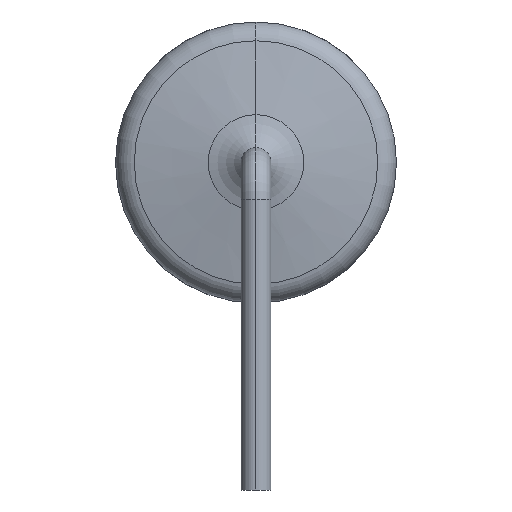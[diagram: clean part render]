
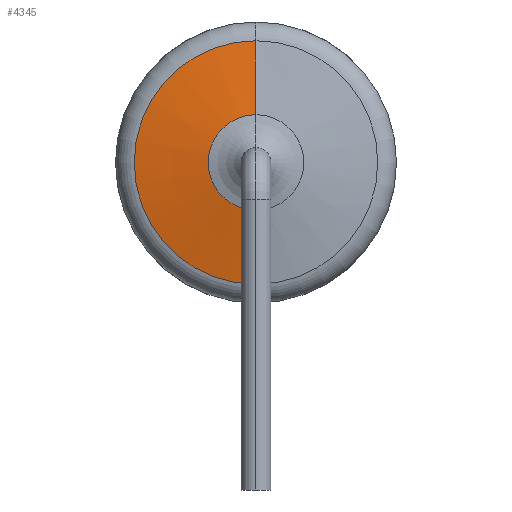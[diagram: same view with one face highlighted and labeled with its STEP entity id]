
A CAD part, left-side view. The second image highlights one B-rep face of the part: STEP entity #4345.
In plain terms, the highlighted conical face has half-angle 80 degrees and reference radius 3.254 mm.
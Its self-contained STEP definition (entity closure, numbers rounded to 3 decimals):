
#498 = EDGE_CURVE ( 'NONE', #7212, #6036, #9091, .T. ) ;
#635 = ORIENTED_EDGE ( 'NONE', *, *, #6147, .T. ) ;
#1063 = EDGE_CURVE ( 'NONE', #6036, #6057, #8627, .T. ) ;
#2057 = CARTESIAN_POINT ( 'NONE',  ( -7.651, 0., 7.004 ) ) ;
#2085 = ORIENTED_EDGE ( 'NONE', *, *, #10474, .T. ) ;
#2359 = CIRCLE ( 'NONE', #9168, 3.254 ) ;
#3282 = AXIS2_PLACEMENT_3D ( 'NONE', #10559, #13111, #7291 ) ;
#4345 = ADVANCED_FACE ( 'NONE', ( #12377 ), #9072, .T. ) ;
#5378 = CARTESIAN_POINT ( 'NONE',  ( -7.651, 0., 3.75 ) ) ;
#6036 = VERTEX_POINT ( 'NONE', #7408 ) ;
#6057 = VERTEX_POINT ( 'NONE', #6211 ) ;
#6147 = EDGE_CURVE ( 'NONE', #7212, #7470, #6882, .T. ) ;
#6211 = CARTESIAN_POINT ( 'NONE',  ( -7.651, 0., 0.496 ) ) ;
#6720 = DIRECTION ( 'NONE',  ( 0.174, 0., 0.985 ) ) ;
#6882 = LINE ( 'NONE', #2057, #7207 ) ;
#7207 = VECTOR ( 'NONE', #6720, 1000. ) ;
#7212 = VERTEX_POINT ( 'NONE', #13955 ) ;
#7291 = DIRECTION ( 'NONE',  ( 0., 0., 1. ) ) ;
#7408 = CARTESIAN_POINT ( 'NONE',  ( -8., 0., 2.472 ) ) ;
#7470 = VERTEX_POINT ( 'NONE', #8371 ) ;
#7563 = DIRECTION ( 'NONE',  ( -1., 0., 0. ) ) ;
#7617 = CARTESIAN_POINT ( 'NONE',  ( -7.651, 0., 3.75 ) ) ;
#7836 = DIRECTION ( 'NONE',  ( 0., 0., -1. ) ) ;
#8371 = CARTESIAN_POINT ( 'NONE',  ( -7.651, 0., 7.004 ) ) ;
#8627 = LINE ( 'NONE', #11232, #14143 ) ;
#9072 = CONICAL_SURFACE ( 'NONE', #14255, 3.254, 1.396 ) ;
#9091 = CIRCLE ( 'NONE', #3282, 1.278 ) ;
#9168 = AXIS2_PLACEMENT_3D ( 'NONE', #5378, #7563, #14571 ) ;
#10302 = DIRECTION ( 'NONE',  ( 0.174, 0., -0.985 ) ) ;
#10465 = ORIENTED_EDGE ( 'NONE', *, *, #498, .F. ) ;
#10474 = EDGE_CURVE ( 'NONE', #7470, #6057, #2359, .T. ) ;
#10559 = CARTESIAN_POINT ( 'NONE',  ( -8., 0., 3.75 ) ) ;
#11232 = CARTESIAN_POINT ( 'NONE',  ( -7.651, 0., 0.496 ) ) ;
#12377 = FACE_OUTER_BOUND ( 'NONE', #13675, .T. ) ;
#12758 = DIRECTION ( 'NONE',  ( 1., 0., 0. ) ) ;
#13111 = DIRECTION ( 'NONE',  ( -1., 0., 0. ) ) ;
#13675 = EDGE_LOOP ( 'NONE', ( #10465, #635, #2085, #14269 ) ) ;
#13955 = CARTESIAN_POINT ( 'NONE',  ( -8., 0., 5.028 ) ) ;
#14143 = VECTOR ( 'NONE', #10302, 1000. ) ;
#14255 = AXIS2_PLACEMENT_3D ( 'NONE', #7617, #12758, #7836 ) ;
#14269 = ORIENTED_EDGE ( 'NONE', *, *, #1063, .F. ) ;
#14571 = DIRECTION ( 'NONE',  ( 0., 0., 1. ) ) ;
